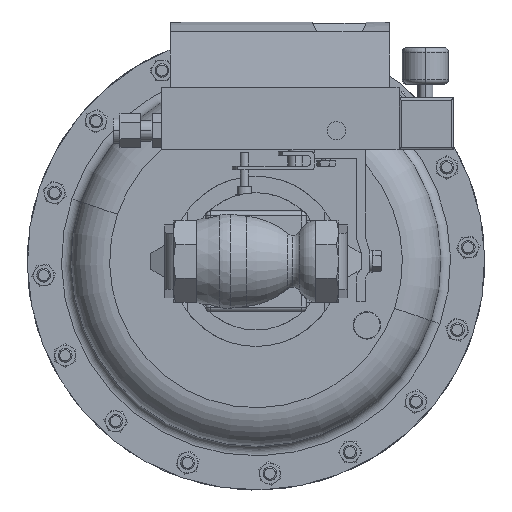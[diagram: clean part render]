
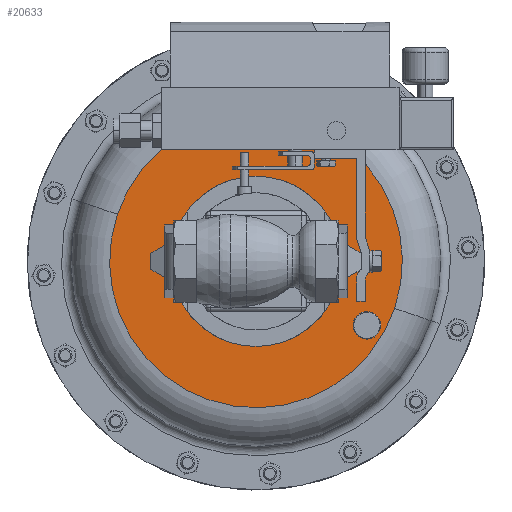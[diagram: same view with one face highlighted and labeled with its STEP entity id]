
A CAD part, front view. The second image highlights one B-rep face of the part: STEP entity #20633.
In plain terms, the highlighted planar face has unit normal (0, -1, 0).
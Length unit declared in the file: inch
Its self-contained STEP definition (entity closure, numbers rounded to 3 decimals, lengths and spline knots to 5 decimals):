
#44 = EDGE_CURVE ( 'NONE', #28544, #28954, #7655, .T. ) ;
#133 = ORIENTED_EDGE ( 'NONE', *, *, #44, .F. ) ;
#2089 = CARTESIAN_POINT ( 'NONE',  ( 0., 7.835, 0. ) ) ;
#2731 = CARTESIAN_POINT ( 'NONE',  ( 3.03109, 7.835, -1.75 ) ) ;
#2913 = CIRCLE ( 'NONE', #24093, 4. ) ;
#4075 = ORIENTED_EDGE ( 'NONE', *, *, #26880, .F. ) ;
#4145 = CARTESIAN_POINT ( 'NONE',  ( 3.38619, 7.835, -1.87054 ) ) ;
#4788 = ORIENTED_EDGE ( 'NONE', *, *, #31086, .T. ) ;
#5138 = DIRECTION ( 'NONE',  ( 0.947, 0., -0.321 ) ) ;
#5786 = DIRECTION ( 'NONE',  ( 0.947, 0., -0.321 ) ) ;
#6155 = EDGE_LOOP ( 'NONE', ( #4788, #21300 ) ) ;
#6979 = AXIS2_PLACEMENT_3D ( 'NONE', #31262, #13314, #34280 ) ;
#7268 = CARTESIAN_POINT ( 'NONE',  ( 0., 7.835, -2.325 ) ) ;
#7448 = CARTESIAN_POINT ( 'NONE',  ( 0., 7.835, 0. ) ) ;
#7596 = PLANE ( 'NONE',  #29602 ) ;
#7655 = CIRCLE ( 'NONE', #7900, 4. ) ;
#7900 = AXIS2_PLACEMENT_3D ( 'NONE', #2089, #23136, #5138 ) ;
#8385 = VERTEX_POINT ( 'NONE', #4145 ) ;
#8929 = VERTEX_POINT ( 'NONE', #7268 ) ;
#9093 = CARTESIAN_POINT ( 'NONE',  ( 0., 7.835, 2.325 ) ) ;
#9211 = VERTEX_POINT ( 'NONE', #11437 ) ;
#10476 = DIRECTION ( 'NONE',  ( 0.947, 0., -0.321 ) ) ;
#10628 = DIRECTION ( 'NONE',  ( 0., -1., 0. ) ) ;
#11437 = CARTESIAN_POINT ( 'NONE',  ( 2.67599, 7.835, -1.62946 ) ) ;
#12131 = DIRECTION ( 'NONE',  ( 0., 1., 0. ) ) ;
#13314 = DIRECTION ( 'NONE',  ( 0., -1., 0. ) ) ;
#13503 = EDGE_CURVE ( 'NONE', #9211, #8385, #32926, .T. ) ;
#13519 = CARTESIAN_POINT ( 'NONE',  ( -1.28576, 7.835, -3.78772 ) ) ;
#14498 = DIRECTION ( 'NONE',  ( 0., -1., 0. ) ) ;
#14630 = FACE_BOUND ( 'NONE', #6155, .T. ) ;
#17694 = CARTESIAN_POINT ( 'NONE',  ( 3.78772, 7.835, -1.28576 ) ) ;
#18408 = EDGE_LOOP ( 'NONE', ( #4075, #18777 ) ) ;
#18539 = CARTESIAN_POINT ( 'NONE',  ( -3.78772, 7.835, 1.28576 ) ) ;
#18777 = ORIENTED_EDGE ( 'NONE', *, *, #20137, .F. ) ;
#20137 = EDGE_CURVE ( 'NONE', #21911, #8929, #25023, .T. ) ;
#20633 = ADVANCED_FACE ( 'NONE', ( #37640, #22628, #14630 ), #7596, .T. ) ;
#21119 = EDGE_CURVE ( 'NONE', #28954, #28544, #2913, .T. ) ;
#21300 = ORIENTED_EDGE ( 'NONE', *, *, #13503, .T. ) ;
#21911 = VERTEX_POINT ( 'NONE', #9093 ) ;
#22628 = FACE_OUTER_BOUND ( 'NONE', #36738, .T. ) ;
#23136 = DIRECTION ( 'NONE',  ( 0., 1., 0. ) ) ;
#23770 = DIRECTION ( 'NONE',  ( 0., 1., 0. ) ) ;
#24093 = AXIS2_PLACEMENT_3D ( 'NONE', #7448, #28435, #10476 ) ;
#25023 = CIRCLE ( 'NONE', #6979, 2.325 ) ;
#26880 = EDGE_CURVE ( 'NONE', #8929, #21911, #33544, .T. ) ;
#27794 = AXIS2_PLACEMENT_3D ( 'NONE', #32468, #14498, #35498 ) ;
#28435 = DIRECTION ( 'NONE',  ( 0., 1., 0. ) ) ;
#28544 = VERTEX_POINT ( 'NONE', #18539 ) ;
#28648 = AXIS2_PLACEMENT_3D ( 'NONE', #2731, #23770, #5786 ) ;
#28954 = VERTEX_POINT ( 'NONE', #17694 ) ;
#29602 = AXIS2_PLACEMENT_3D ( 'NONE', #13519, #10628, #31597 ) ;
#30075 = CARTESIAN_POINT ( 'NONE',  ( 3.03109, 7.835, -1.75 ) ) ;
#31086 = EDGE_CURVE ( 'NONE', #8385, #9211, #37978, .T. ) ;
#31262 = CARTESIAN_POINT ( 'NONE',  ( 0., 7.835, 0. ) ) ;
#31597 = DIRECTION ( 'NONE',  ( -0.947, 0., 0.321 ) ) ;
#32468 = CARTESIAN_POINT ( 'NONE',  ( 0., 7.835, 0. ) ) ;
#32926 = CIRCLE ( 'NONE', #35089, 0.375 ) ;
#33091 = DIRECTION ( 'NONE',  ( 0.947, 0., -0.321 ) ) ;
#33544 = CIRCLE ( 'NONE', #27794, 2.325 ) ;
#33728 = ORIENTED_EDGE ( 'NONE', *, *, #21119, .F. ) ;
#34280 = DIRECTION ( 'NONE',  ( 0., 0., -1. ) ) ;
#35089 = AXIS2_PLACEMENT_3D ( 'NONE', #30075, #12131, #33091 ) ;
#35498 = DIRECTION ( 'NONE',  ( 0., 0., -1. ) ) ;
#36738 = EDGE_LOOP ( 'NONE', ( #33728, #133 ) ) ;
#37640 = FACE_BOUND ( 'NONE', #18408, .T. ) ;
#37978 = CIRCLE ( 'NONE', #28648, 0.375 ) ;
